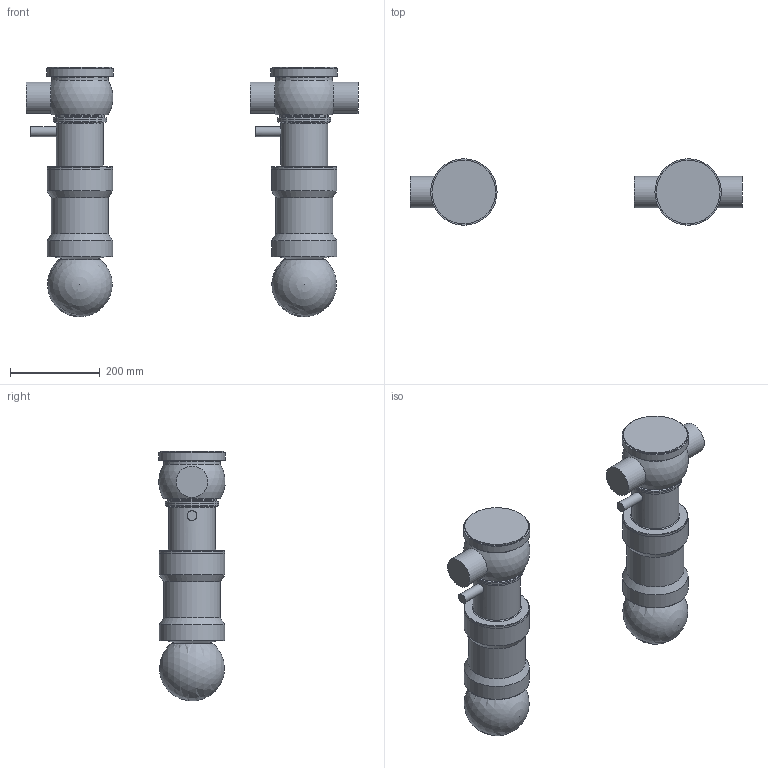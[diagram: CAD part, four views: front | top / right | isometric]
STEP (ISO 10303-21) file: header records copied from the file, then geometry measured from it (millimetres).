
FILE_DESCRIPTION((''),'2;1');
FILE_NAME('B935-DN065-SAL-flan.stp','2012-03-05T15:27:12',('olla-l'),(''),'Autodesk Inventor 2012','Autodesk Inventor 2012','');
FILE_SCHEMA(('AUTOMOTIVE_DESIGN { 1 0 10303 214 1 1 1 1 }'));
Length unit declared in the file: millimetre
Products named in the file (6): B935-DN065-SAL-flan; B935-COR-FONDO-DN65-T-FLAN-SALD; B935-COR-FONDO-DN65-L-FLAN-SALD; ASSEMBL-B935-DN065; CIL115-B925; SAGOMA-GIOTTO
Assembly tree (8 placements, depth 2):
  B935-DN065-SAL-flan
    B935-COR-FONDO-DN65-T-FLAN-SALD
    B935-COR-FONDO-DN65-L-FLAN-SALD
    ASSEMBL-B935-DN065  x2
    CIL115-B925  x2
    SAGOMA-GIOTTO  x2
Bounding box: 740 x 148 x 555.89 mm (x, y, z)
Volume: 15080159.5 mm3; surface area: 740947.9 mm2
Topology: 8 solids, 8 shells, 84 faces, 137 edges, 82 vertices
Faces by surface type: plane 29, cylinder 27, torus 14, cone 10, sphere 4
Full cylindrical faces by diameter (mm): 22 x2, 70 x3, 105 x2, 109 x2, 119 x4, 126 x2, 127 x2, 142 x2, 146 x6, 148 x2
Entity records: 1387 total; most frequent: DIRECTION 256, CARTESIAN_POINT 217, AXIS2_PLACEMENT_3D 128, ORIENTED_EDGE 110, EDGE_LOOP 110, FACE_OUTER_BOUND 60, ADVANCED_FACE 60, VERTEX_POINT 55
